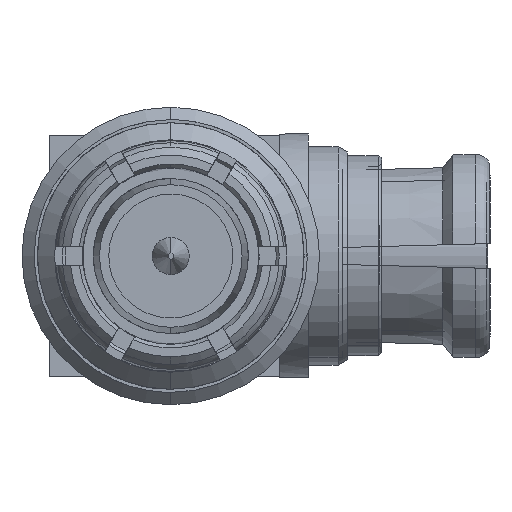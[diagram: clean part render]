
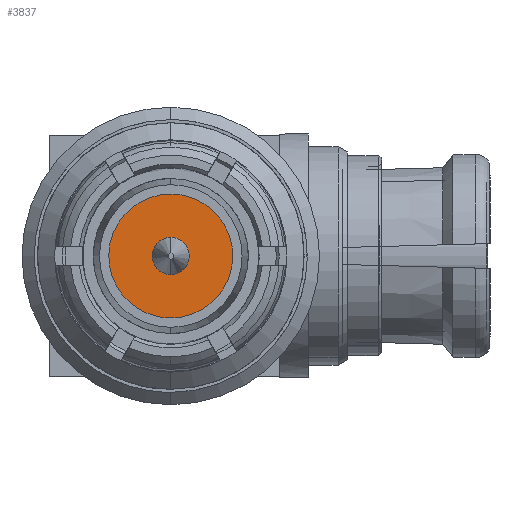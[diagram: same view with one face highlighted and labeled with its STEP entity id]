
A CAD part, left-side view. The second image highlights one B-rep face of the part: STEP entity #3837.
In plain terms, the highlighted planar face has unit normal (-1, 0, 0).
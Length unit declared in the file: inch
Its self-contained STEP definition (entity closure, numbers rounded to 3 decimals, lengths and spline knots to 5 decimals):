
#15 = CARTESIAN_POINT ( 'NONE',  ( -0.24717, -0.03937, -0.00516 ) ) ;
#22 = CARTESIAN_POINT ( 'NONE',  ( -0.24717, 0.0052, 0.03937 ) ) ;
#89 = CARTESIAN_POINT ( 'NONE',  ( -0.24717, 0.03833, 0.01034 ) ) ;
#345 = ORIENTED_EDGE ( 'NONE', *, *, #8286, .T. ) ;
#588 = B_SPLINE_CURVE_WITH_KNOTS ( 'NONE', 3,
 ( #1313, #22, #6858, #3516, #3443, #5936, #11740, #89, #4657, #11520, #5643, #6937, #4801, #13937, #3372, #8167 ),
 .UNSPECIFIED., .F., .F.,
 ( 4, 2, 2, 2, 2, 2, 2, 4 ),
 ( 0., 0.00039, 0.00078, 0.00117, 0.00156, 0.00195, 0.00234, 0.00313 ),
 .UNSPECIFIED. ) ;
#641 = DIRECTION ( 'NONE',  ( -1., 0., 0. ) ) ;
#800 = DIRECTION ( 'NONE',  ( -1., 0., 0. ) ) ;
#861 = DIRECTION ( 'NONE',  ( 0., 0., 1. ) ) ;
#877 = FACE_OUTER_BOUND ( 'NONE', #7875, .T. ) ;
#1092 = CARTESIAN_POINT ( 'NONE',  ( -0.24717, -0.0052, -0.03937 ) ) ;
#1313 = CARTESIAN_POINT ( 'NONE',  ( -0.24717, 0., 0.03937 ) ) ;
#1720 = CIRCLE ( 'NONE', #5843, 0.01181 ) ;
#2139 = EDGE_CURVE ( 'NONE', #14671, #11756, #4451, .T. ) ;
#2230 = CARTESIAN_POINT ( 'NONE',  ( -0.24717, 0., -0.03937 ) ) ;
#2865 = ORIENTED_EDGE ( 'NONE', *, *, #12957, .F. ) ;
#3092 = CARTESIAN_POINT ( 'NONE',  ( -0.24717, 0., 0. ) ) ;
#3290 = CARTESIAN_POINT ( 'NONE',  ( -0.24717, -0.02052, 0.03517 ) ) ;
#3372 = CARTESIAN_POINT ( 'NONE',  ( -0.24717, 0.0104, -0.03937 ) ) ;
#3443 = CARTESIAN_POINT ( 'NONE',  ( -0.24717, 0.02421, 0.03147 ) ) ;
#3516 = CARTESIAN_POINT ( 'NONE',  ( -0.24717, 0.01984, 0.03439 ) ) ;
#3837 = ADVANCED_FACE ( 'NONE', ( #5504, #877 ), #8869, .T. ) ;
#4099 = ORIENTED_EDGE ( 'NONE', *, *, #2139, .T. ) ;
#4451 = B_SPLINE_CURVE_WITH_KNOTS ( 'NONE', 3,
 ( #2230, #1092, #13933, #9227, #13854, #11734, #5933, #13709, #15, #12727, #6932, #8235, #10531, #3290, #7939, #12585 ),
 .UNSPECIFIED., .F., .F.,
 ( 4, 2, 2, 2, 2, 2, 2, 4 ),
 ( 0., 0.00039, 0.00078, 0.00117, 0.00156, 0.00195, 0.00234, 0.00313 ),
 .UNSPECIFIED. ) ;
#4657 = CARTESIAN_POINT ( 'NONE',  ( -0.24717, 0.03937, 0.00516 ) ) ;
#4801 = CARTESIAN_POINT ( 'NONE',  ( -0.24717, 0.03153, -0.02414 ) ) ;
#5146 = DIRECTION ( 'NONE',  ( -1., 0., 0. ) ) ;
#5504 = FACE_BOUND ( 'NONE', #7710, .T. ) ;
#5643 = CARTESIAN_POINT ( 'NONE',  ( -0.24717, 0.03836, -0.01027 ) ) ;
#5826 = CARTESIAN_POINT ( 'NONE',  ( -0.24717, 0., -0.03937 ) ) ;
#5843 = AXIS2_PLACEMENT_3D ( 'NONE', #12211, #641, #861 ) ;
#5933 = CARTESIAN_POINT ( 'NONE',  ( -0.24717, -0.0344, -0.01981 ) ) ;
#5936 = CARTESIAN_POINT ( 'NONE',  ( -0.24717, 0.03147, 0.02421 ) ) ;
#6858 = CARTESIAN_POINT ( 'NONE',  ( -0.24717, 0.01031, 0.03835 ) ) ;
#6872 = CARTESIAN_POINT ( 'NONE',  ( -0.24717, 0., -0.01181 ) ) ;
#6932 = CARTESIAN_POINT ( 'NONE',  ( -0.24717, -0.03836, 0.01027 ) ) ;
#6937 = CARTESIAN_POINT ( 'NONE',  ( -0.24717, 0.03442, -0.0198 ) ) ;
#7449 = CARTESIAN_POINT ( 'NONE',  ( -0.24717, 0., 0.03937 ) ) ;
#7591 = AXIS2_PLACEMENT_3D ( 'NONE', #3092, #5146, #14421 ) ;
#7710 = EDGE_LOOP ( 'NONE', ( #11456, #2865 ) ) ;
#7836 = CIRCLE ( 'NONE', #7591, 0.01181 ) ;
#7875 = EDGE_LOOP ( 'NONE', ( #345, #4099 ) ) ;
#7939 = CARTESIAN_POINT ( 'NONE',  ( -0.24717, -0.0104, 0.03937 ) ) ;
#8167 = CARTESIAN_POINT ( 'NONE',  ( -0.24717, 0., -0.03937 ) ) ;
#8235 = CARTESIAN_POINT ( 'NONE',  ( -0.24717, -0.03442, 0.0198 ) ) ;
#8286 = EDGE_CURVE ( 'NONE', #11756, #14671, #588, .T. ) ;
#8869 = PLANE ( 'NONE',  #10364 ) ;
#9007 = CARTESIAN_POINT ( 'NONE',  ( -0.24717, 0., 0.01181 ) ) ;
#9227 = CARTESIAN_POINT ( 'NONE',  ( -0.24717, -0.01984, -0.03439 ) ) ;
#10364 = AXIS2_PLACEMENT_3D ( 'NONE', #11165, #800, #13569 ) ;
#10531 = CARTESIAN_POINT ( 'NONE',  ( -0.24717, -0.03153, 0.02414 ) ) ;
#11165 = CARTESIAN_POINT ( 'NONE',  ( -0.24717, -0.03984, -0.03984 ) ) ;
#11456 = ORIENTED_EDGE ( 'NONE', *, *, #14766, .F. ) ;
#11520 = CARTESIAN_POINT ( 'NONE',  ( -0.24717, 0.03937, -0.00511 ) ) ;
#11734 = CARTESIAN_POINT ( 'NONE',  ( -0.24717, -0.03147, -0.02421 ) ) ;
#11740 = CARTESIAN_POINT ( 'NONE',  ( -0.24717, 0.0344, 0.01981 ) ) ;
#11756 = VERTEX_POINT ( 'NONE', #7449 ) ;
#12211 = CARTESIAN_POINT ( 'NONE',  ( -0.24717, 0., 0. ) ) ;
#12585 = CARTESIAN_POINT ( 'NONE',  ( -0.24717, 0., 0.03937 ) ) ;
#12727 = CARTESIAN_POINT ( 'NONE',  ( -0.24717, -0.03937, 0.00511 ) ) ;
#12957 = EDGE_CURVE ( 'NONE', #14330, #14880, #1720, .T. ) ;
#13569 = DIRECTION ( 'NONE',  ( 0., 0., 1. ) ) ;
#13709 = CARTESIAN_POINT ( 'NONE',  ( -0.24717, -0.03833, -0.01034 ) ) ;
#13854 = CARTESIAN_POINT ( 'NONE',  ( -0.24717, -0.02421, -0.03147 ) ) ;
#13933 = CARTESIAN_POINT ( 'NONE',  ( -0.24717, -0.01031, -0.03835 ) ) ;
#13937 = CARTESIAN_POINT ( 'NONE',  ( -0.24717, 0.02052, -0.03517 ) ) ;
#14330 = VERTEX_POINT ( 'NONE', #9007 ) ;
#14421 = DIRECTION ( 'NONE',  ( 0., 0., 1. ) ) ;
#14671 = VERTEX_POINT ( 'NONE', #5826 ) ;
#14766 = EDGE_CURVE ( 'NONE', #14880, #14330, #7836, .T. ) ;
#14880 = VERTEX_POINT ( 'NONE', #6872 ) ;
